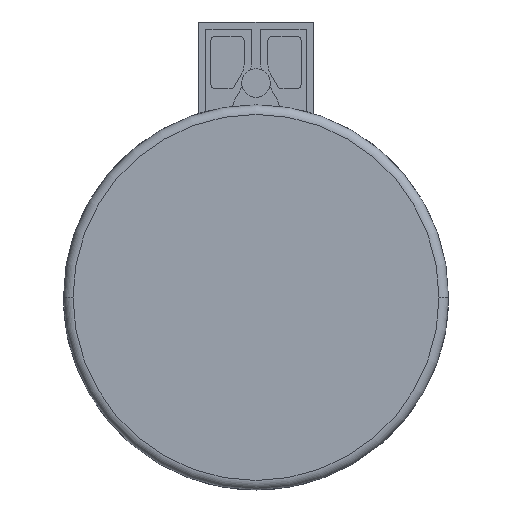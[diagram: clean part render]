
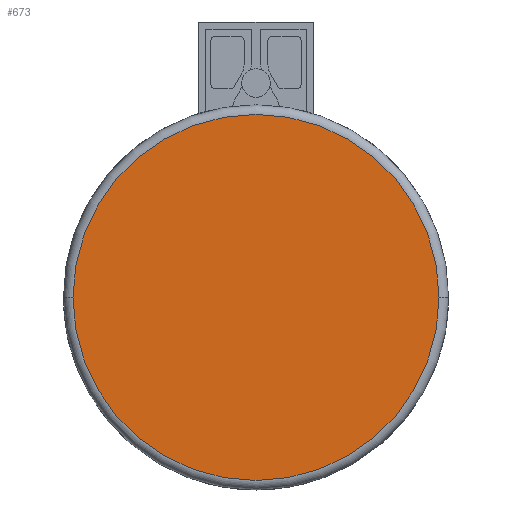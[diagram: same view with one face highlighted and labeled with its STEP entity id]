
A CAD part, front view. The second image highlights one B-rep face of the part: STEP entity #673.
In plain terms, the highlighted planar face has unit normal (0, -1, 0).
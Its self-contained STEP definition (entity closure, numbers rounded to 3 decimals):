
#2=CARTESIAN_POINT('',(0.,0.,0.));
#3=DIRECTION('',(0.,1.,0.));
#4=DIRECTION('',(-1.,0.,0.));
#5=AXIS2_PLACEMENT_3D('',#2,#3,#4);
#7=CARTESIAN_POINT('',(0.,0.,0.));
#8=DIRECTION('',(0.,1.,0.));
#9=DIRECTION('',(1.,0.,0.));
#10=AXIS2_PLACEMENT_3D('',#7,#8,#9);
#582=CARTESIAN_POINT('',(-3.84,0.,0.));
#583=CARTESIAN_POINT('',(3.84,0.,0.));
#584=VERTEX_POINT('',#582);
#585=VERTEX_POINT('',#583);
#662=CARTESIAN_POINT('',(0.,0.,0.));
#663=DIRECTION('',(0.,-1.,0.));
#664=DIRECTION('',(-1.,0.,0.));
#665=AXIS2_PLACEMENT_3D('',#662,#663,#664);
#666=PLANE('',#665);
#668=ORIENTED_EDGE('',*,*,#667,.T.);
#670=ORIENTED_EDGE('',*,*,#669,.T.);
#671=EDGE_LOOP('',(#668,#670));
#672=FACE_OUTER_BOUND('',#671,.F.);
#6=CIRCLE('',#5,3.84);
#11=CIRCLE('',#10,3.84);
#667=EDGE_CURVE('',#584,#585,#6,.T.);
#669=EDGE_CURVE('',#585,#584,#11,.T.);
#673=ADVANCED_FACE('',(#672),#666,.T.);
